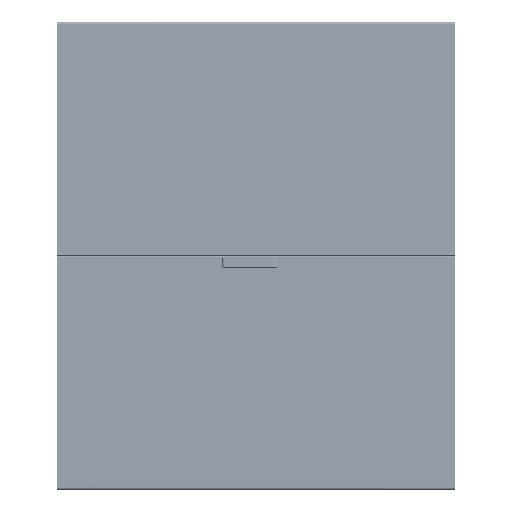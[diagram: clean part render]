
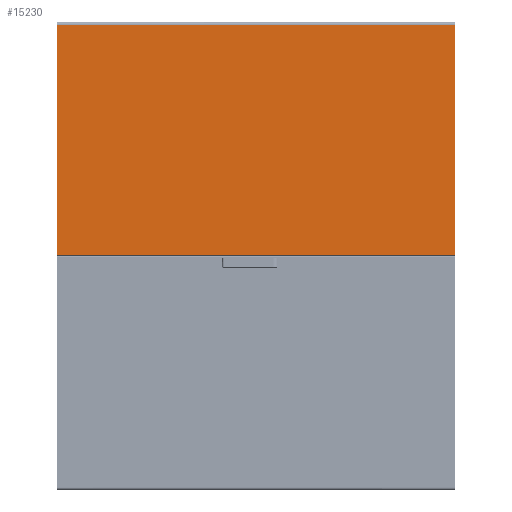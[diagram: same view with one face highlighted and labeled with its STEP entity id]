
A CAD part, top view. The second image highlights one B-rep face of the part: STEP entity #15230.
In plain terms, the highlighted face is planar.
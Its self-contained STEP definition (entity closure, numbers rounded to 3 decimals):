
#9329 = CARTESIAN_POINT ( 'NONE',  ( 387.5, 675.49, 0. ) ) ;
#9330 = DIRECTION ( 'NONE',  ( 0., -1., 0. ) ) ;
#9349 = CARTESIAN_POINT ( 'NONE',  ( -395., 675.49, 0. ) ) ;
#9357 = DIRECTION ( 'NONE',  ( 1., 0., 0. ) ) ;
#9359 = CARTESIAN_POINT ( 'NONE',  ( -394.9, -675.49, 0. ) ) ;
#9361 = DIRECTION ( 'NONE',  ( 0., 1., 0. ) ) ;
#9363 = CARTESIAN_POINT ( 'NONE',  ( 395., -675.49, 0. ) ) ;
#9364 = DIRECTION ( 'NONE',  ( -1., 0., 0. ) ) ;
#12054 = LINE ( 'NONE', #9329, #12063 ) ;
#12063 = VECTOR ( 'NONE', #9330, 1000. ) ;
#12085 = LINE ( 'NONE', #9349, #12087 ) ;
#12087 = VECTOR ( 'NONE', #9357, 1000. ) ;
#12090 = LINE ( 'NONE', #9359, #12091 ) ;
#12091 = VECTOR ( 'NONE', #9361, 1000. ) ;
#12093 = LINE ( 'NONE', #9363, #12095 ) ;
#12095 = VECTOR ( 'NONE', #9364, 1000. ) ;
#15230 = ADVANCED_FACE ( 'NONE', ( #65936 ), #72380, .F. ) ;
#21668 = ORIENTED_EDGE ( 'NONE', *, *, #53609, .T. ) ;
#21669 = ORIENTED_EDGE ( 'NONE', *, *, #53606, .T. ) ;
#21670 = ORIENTED_EDGE ( 'NONE', *, *, #53587, .T. ) ;
#21671 = ORIENTED_EDGE ( 'NONE', *, *, #53612, .T. ) ;
#48696 = CARTESIAN_POINT ( 'NONE',  ( -394.9, -675.49, 0. ) ) ;
#48697 = CARTESIAN_POINT ( 'NONE',  ( -394.9, 675.49, 0. ) ) ;
#48699 = CARTESIAN_POINT ( 'NONE',  ( 387.5, 675.49, 0. ) ) ;
#48701 = CARTESIAN_POINT ( 'NONE',  ( 387.5, -675.49, 0. ) ) ;
#53587 = EDGE_CURVE ( 'NONE', #89794, #89797, #12054, .T. ) ;
#53606 = EDGE_CURVE ( 'NONE', #89792, #89794, #12085, .T. ) ;
#53609 = EDGE_CURVE ( 'NONE', #89790, #89792, #12090, .T. ) ;
#53612 = EDGE_CURVE ( 'NONE', #89797, #89790, #12093, .T. ) ;
#55793 = AXIS2_PLACEMENT_3D ( 'NONE', #72354, #72391, #72393 ) ;
#63195 = EDGE_LOOP ( 'NONE', ( #21668, #21669, #21670, #21671 ) ) ;
#65936 = FACE_OUTER_BOUND ( 'NONE', #63195, .T. ) ;
#72354 = CARTESIAN_POINT ( 'NONE',  ( 395., -675.5, 0. ) ) ;
#72380 = PLANE ( 'NONE',  #55793 ) ;
#72391 = DIRECTION ( 'NONE',  ( 0., 0., 1. ) ) ;
#72393 = DIRECTION ( 'NONE',  ( 1., 0., 0. ) ) ;
#89790 = VERTEX_POINT ( 'NONE', #48696 ) ;
#89792 = VERTEX_POINT ( 'NONE', #48697 ) ;
#89794 = VERTEX_POINT ( 'NONE', #48699 ) ;
#89797 = VERTEX_POINT ( 'NONE', #48701 ) ;
